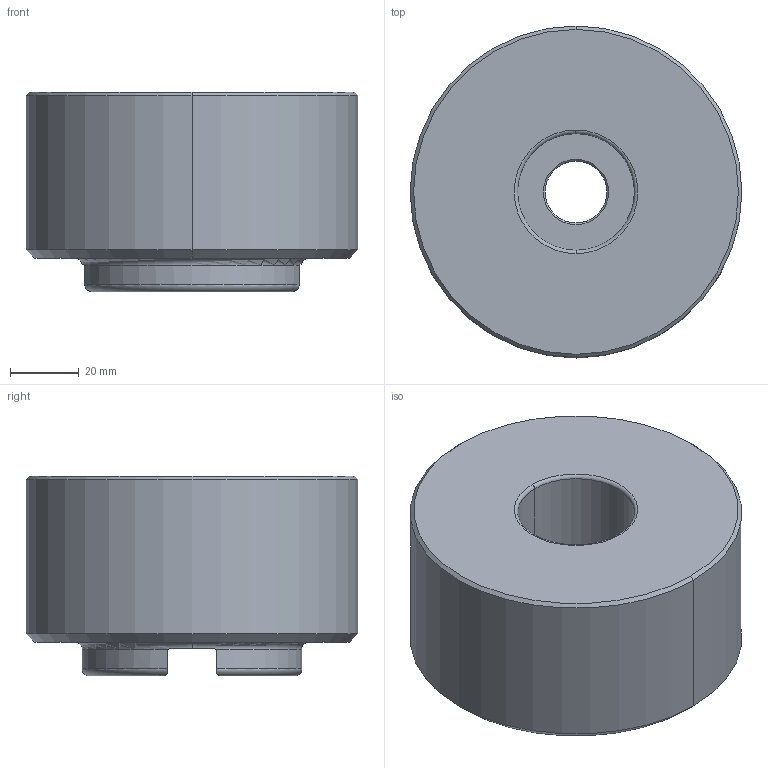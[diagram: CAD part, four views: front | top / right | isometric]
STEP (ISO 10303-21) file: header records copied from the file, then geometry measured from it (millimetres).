
FILE_DESCRIPTION((''),'2;1');
FILE_NAME('4W3A100R00__ASM','2009-12-02T',('rivarolo_pc'),(''),'PRO/ENGINEER BY PARAMETRIC TECHNOLOGY CORPORATION, 2007460','PRO/ENGINEER BY PARAMETRIC TECHNOLOGY CORPORATION, 2007460','');
FILE_SCHEMA(('CONFIG_CONTROL_DESIGN'));
Length unit declared in the file: millimetre
Products named in the file (2): 4W3A100R00_HSG; 4W3A100R00__ASM
Assembly tree (1 placements, depth 2):
  4W3A100R00__ASM
    4W3A100R00_HSG
Bounding box: 96.6 x 96.6 x 58.15 mm (x, y, z)
Volume: 334261.5 mm3; surface area: 35530.8 mm2
Topology: 1 solids, 1 shells, 54 faces, 132 edges, 82 vertices
Faces by surface type: plane 16, cylinder 16, cone 12, torus 10
Entity records: 1887 total; most frequent: CARTESIAN_POINT 538, DIRECTION 278, ORIENTED_EDGE 264, EDGE_CURVE 132, AXIS2_PLACEMENT_3D 117, VERTEX_POINT 82, CIRCLE 60, EDGE_LOOP 58
